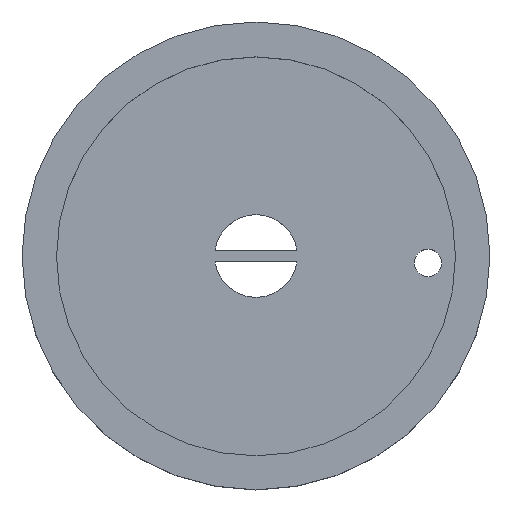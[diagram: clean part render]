
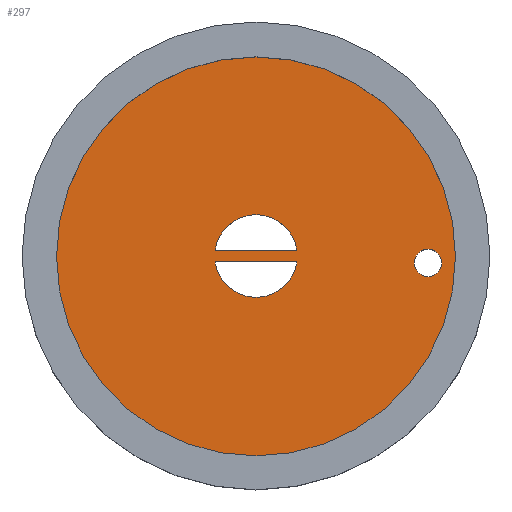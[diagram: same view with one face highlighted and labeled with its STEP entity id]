
A CAD part, top view. The second image highlights one B-rep face of the part: STEP entity #297.
In plain terms, the highlighted planar face has unit normal (0, 0, 1).
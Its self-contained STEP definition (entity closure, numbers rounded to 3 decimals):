
#22=FACE_BOUND('',#67,.T.);
#23=FACE_BOUND('',#68,.T.);
#24=FACE_BOUND('',#69,.T.);
#31=CIRCLE('',#330,14.5);
#32=CIRCLE('',#331,1.);
#33=CIRCLE('',#332,3.);
#34=CIRCLE('',#333,3.);
#48=FACE_OUTER_BOUND('',#66,.T.);
#66=EDGE_LOOP('',(#217));
#67=EDGE_LOOP('',(#218));
#68=EDGE_LOOP('',(#219,#220,#221,#222));
#69=EDGE_LOOP('',(#223,#224,#225,#226));
#91=LINE('',#455,#116);
#97=LINE('',#467,#122);
#99=LINE('',#470,#124);
#100=LINE('',#478,#125);
#101=LINE('',#480,#126);
#102=LINE('',#482,#127);
#116=VECTOR('',#363,10.);
#122=VECTOR('',#371,10.);
#124=VECTOR('',#375,10.);
#125=VECTOR('',#382,10.);
#126=VECTOR('',#383,10.);
#127=VECTOR('',#384,10.);
#141=VERTEX_POINT('',#452);
#142=VERTEX_POINT('',#454);
#145=VERTEX_POINT('',#461);
#147=VERTEX_POINT('',#465);
#148=VERTEX_POINT('',#472);
#149=VERTEX_POINT('',#474);
#150=VERTEX_POINT('',#476);
#151=VERTEX_POINT('',#477);
#152=VERTEX_POINT('',#479);
#153=VERTEX_POINT('',#481);
#167=EDGE_CURVE('',#142,#141,#91,.T.);
#173=EDGE_CURVE('',#145,#147,#97,.T.);
#175=EDGE_CURVE('',#147,#142,#99,.T.);
#176=EDGE_CURVE('',#148,#148,#31,.T.);
#177=EDGE_CURVE('',#149,#149,#32,.T.);
#178=EDGE_CURVE('',#150,#151,#100,.T.);
#179=EDGE_CURVE('',#151,#152,#101,.T.);
#180=EDGE_CURVE('',#152,#153,#102,.T.);
#181=EDGE_CURVE('',#153,#150,#33,.T.);
#182=EDGE_CURVE('',#141,#145,#34,.T.);
#217=ORIENTED_EDGE('',*,*,#176,.T.);
#218=ORIENTED_EDGE('',*,*,#177,.T.);
#219=ORIENTED_EDGE('',*,*,#178,.T.);
#220=ORIENTED_EDGE('',*,*,#179,.T.);
#221=ORIENTED_EDGE('',*,*,#180,.T.);
#222=ORIENTED_EDGE('',*,*,#181,.T.);
#223=ORIENTED_EDGE('',*,*,#173,.T.);
#224=ORIENTED_EDGE('',*,*,#175,.T.);
#225=ORIENTED_EDGE('',*,*,#167,.T.);
#226=ORIENTED_EDGE('',*,*,#182,.T.);
#286=PLANE('',#329);
#297=ADVANCED_FACE('',(#48,#22,#23,#24),#286,.T.);
#329=AXIS2_PLACEMENT_3D('',#471,#376,#377);
#330=AXIS2_PLACEMENT_3D('',#473,#378,#379);
#331=AXIS2_PLACEMENT_3D('',#475,#380,#381);
#332=AXIS2_PLACEMENT_3D('',#483,#385,#386);
#333=AXIS2_PLACEMENT_3D('',#484,#387,#388);
#363=DIRECTION('',(0.,-1.,0.));
#371=DIRECTION('',(0.,1.,0.));
#375=DIRECTION('',(1.,0.,0.));
#376=DIRECTION('center_axis',(0.,0.,1.));
#377=DIRECTION('ref_axis',(-1.,0.,0.));
#378=DIRECTION('center_axis',(0.,0.,1.));
#379=DIRECTION('ref_axis',(-1.,0.,0.));
#380=DIRECTION('center_axis',(0.,0.,-1.));
#381=DIRECTION('ref_axis',(-1.,0.,0.));
#382=DIRECTION('',(0.,-1.,0.));
#383=DIRECTION('',(-1.,0.,0.));
#384=DIRECTION('',(0.,1.,0.));
#385=DIRECTION('center_axis',(0.,0.,-1.));
#386=DIRECTION('ref_axis',(-1.,0.,0.));
#387=DIRECTION('center_axis',(0.,0.,-1.));
#388=DIRECTION('ref_axis',(-1.,0.,0.));
#452=CARTESIAN_POINT('',(-32.042,-32.467,4.));
#454=CARTESIAN_POINT('',(-32.042,-32.367,4.));
#455=CARTESIAN_POINT('',(-32.042,-32.217,4.));
#461=CARTESIAN_POINT('',(-37.958,-32.467,4.));
#465=CARTESIAN_POINT('',(-37.958,-32.367,4.));
#467=CARTESIAN_POINT('',(-37.958,-32.217,4.));
#470=CARTESIAN_POINT('',(-27.021,-32.367,4.));
#471=CARTESIAN_POINT('Origin',(-22.,-31.967,4.));
#472=CARTESIAN_POINT('',(-20.5,-32.,4.));
#473=CARTESIAN_POINT('Origin',(-35.,-32.,4.));
#474=CARTESIAN_POINT('',(-21.5,-32.467,4.));
#475=CARTESIAN_POINT('Origin',(-22.5,-32.467,4.));
#476=CARTESIAN_POINT('',(-32.042,-31.467,4.));
#477=CARTESIAN_POINT('',(-32.042,-31.567,4.));
#478=CARTESIAN_POINT('',(-32.042,-31.717,4.));
#479=CARTESIAN_POINT('',(-37.958,-31.567,4.));
#480=CARTESIAN_POINT('',(-29.979,-31.567,4.));
#481=CARTESIAN_POINT('',(-37.958,-31.467,4.));
#482=CARTESIAN_POINT('',(-37.958,-31.717,4.));
#483=CARTESIAN_POINT('Origin',(-35.,-31.967,4.));
#484=CARTESIAN_POINT('Origin',(-35.,-31.967,4.));
